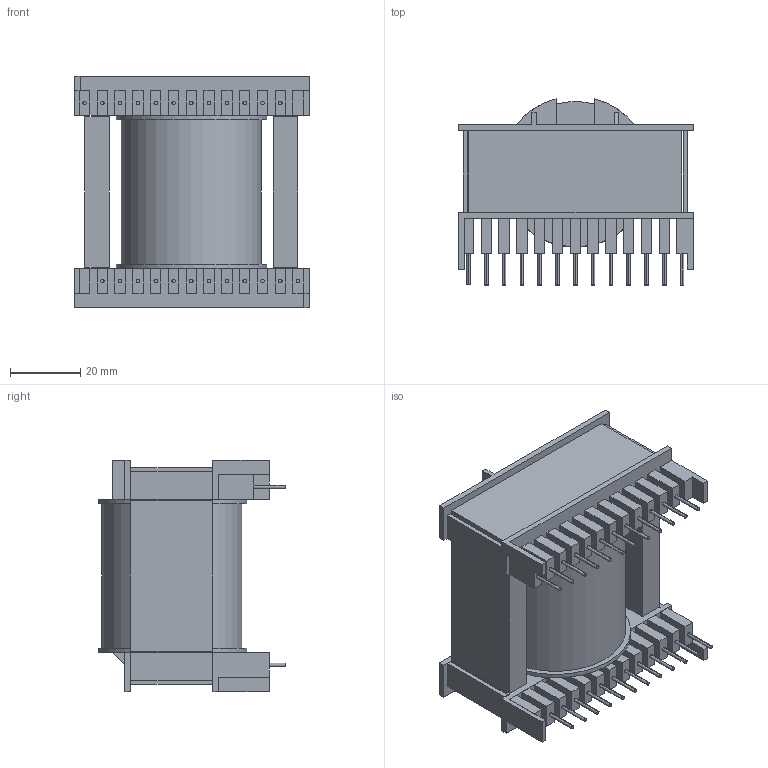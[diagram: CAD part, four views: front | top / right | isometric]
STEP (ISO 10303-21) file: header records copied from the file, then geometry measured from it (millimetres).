
FILE_DESCRIPTION (( 'STEP AP214' ), '1' );
FILE_NAME ('ETD 59.31.22.STEP', '2014-09-10T12:39:15', ( 'punk' ), ( '' ), 'SwSTEP 2.0', 'SolidWorks 2014', '' );
FILE_SCHEMA (( 'AUTOMOTIVE_DESIGN' ));
Length unit declared in the file: millimetre
Products named in the file (1): ETD 59.31.22
Bounding box: 66.9 x 53.17 x 66.2 mm (x, y, z)
Volume: 88595 mm3; surface area: 34064.3 mm2
Topology: 4 solids, 5 shells, 310 faces, 749 edges, 494 vertices
Faces by surface type: plane 252, cylinder 58
Entity records: 12401 total; most frequent: CARTESIAN_POINT 1554, DIRECTION 1499, ORIENTED_EDGE 1498, EDGE_CURVE 749, VECTOR 621, LINE 621, VERTEX_POINT 494, AXIS2_PLACEMENT_3D 439
